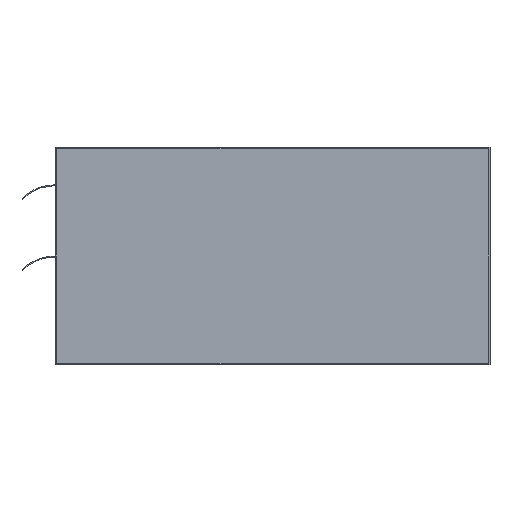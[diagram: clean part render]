
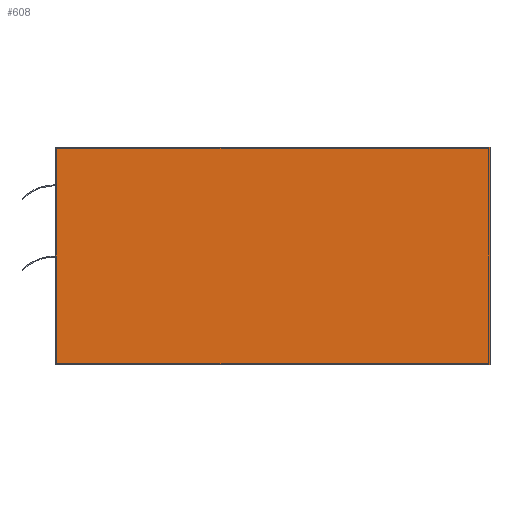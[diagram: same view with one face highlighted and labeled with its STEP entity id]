
A CAD part, front view. The second image highlights one B-rep face of the part: STEP entity #608.
In plain terms, the highlighted face is planar.
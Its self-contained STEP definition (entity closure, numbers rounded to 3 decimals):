
#608=ADVANCED_FACE('',(#728),#729,.T.);
#728=FACE_OUTER_BOUND('',#904,.T.);
#729=PLANE('',#905);
#904=EDGE_LOOP('',(#1213,#1214,#1215,#1216));
#905=AXIS2_PLACEMENT_3D('',#1217,#1218,#1219);
#1213=ORIENTED_EDGE('',*,*,#1617,.T.);
#1214=ORIENTED_EDGE('',*,*,#1615,.T.);
#1215=ORIENTED_EDGE('',*,*,#1579,.F.);
#1216=ORIENTED_EDGE('',*,*,#1618,.T.);
#1217=CARTESIAN_POINT('',(0.0,301.7,-114.5));
#1218=DIRECTION('',(0.0,1.0,0.0));
#1219=DIRECTION('',(0.0,0.0,1.0));
#1579=EDGE_CURVE('',#1793,#1795,#1796,.T.);
#1615=EDGE_CURVE('',#1866,#1795,#1867,.T.);
#1617=EDGE_CURVE('',#1869,#1866,#1870,.T.);
#1618=EDGE_CURVE('',#1793,#1869,#1871,.T.);
#1793=VERTEX_POINT('',#2106);
#1795=VERTEX_POINT('',#2109);
#1796=LINE('',#2110,#2111);
#1866=VERTEX_POINT('',#2196);
#1867=LINE('',#2197,#2198);
#1869=VERTEX_POINT('',#2201);
#1870=LINE('',#2202,#2203);
#1871=LINE('',#2204,#2205);
#2106=CARTESIAN_POINT('',(229.0,301.7,-114.5));
#2109=CARTESIAN_POINT('',(229.0,301.7,114.5));
#2110=CARTESIAN_POINT('',(229.0,301.7,-114.5));
#2111=VECTOR('',#2415,1.0);
#2196=CARTESIAN_POINT('',(-229.0,301.7,114.5));
#2197=CARTESIAN_POINT('',(0.0,301.7,114.5));
#2198=VECTOR('',#2491,1.0);
#2201=CARTESIAN_POINT('',(-229.0,301.7,-114.5));
#2202=CARTESIAN_POINT('',(-229.0,301.7,-114.5));
#2203=VECTOR('',#2493,1.0);
#2204=CARTESIAN_POINT('',(0.0,301.7,-114.5));
#2205=VECTOR('',#2494,1.0);
#2415=DIRECTION('',(0.0,0.0,1.0));
#2491=DIRECTION('',(1.0,0.0,0.0));
#2493=DIRECTION('',(0.0,0.0,1.0));
#2494=DIRECTION('',(-1.0,0.0,0.0));
